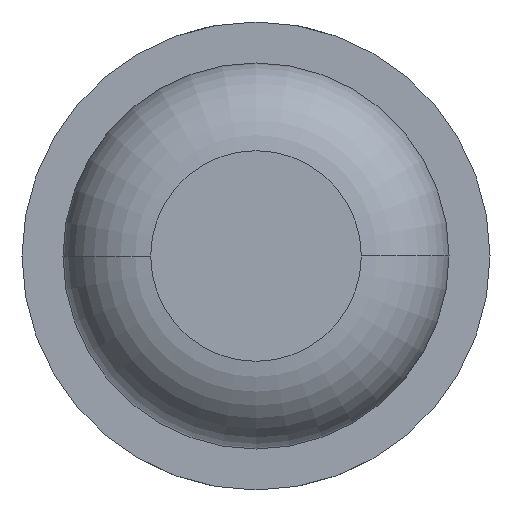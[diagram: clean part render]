
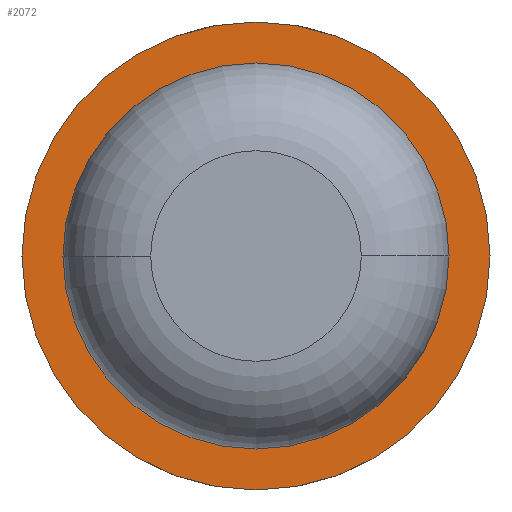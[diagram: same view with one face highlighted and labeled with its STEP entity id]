
A CAD part, front view. The second image highlights one B-rep face of the part: STEP entity #2072.
In plain terms, the highlighted planar face has unit normal (0, -1, 0).
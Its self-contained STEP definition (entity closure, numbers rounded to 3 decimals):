
#70 = VERTEX_POINT ( 'NONE', #1051 ) ;
#476 = DIRECTION ( 'NONE',  ( 0., 1., 0. ) ) ;
#542 = CARTESIAN_POINT ( 'NONE',  ( 0., -6., 0. ) ) ;
#701 = CIRCLE ( 'NONE', #3172, 0.825 ) ;
#717 = DIRECTION ( 'NONE',  ( -1., 0., 0. ) ) ;
#775 = AXIS2_PLACEMENT_3D ( 'NONE', #2376, #476, #3580 ) ;
#798 = CIRCLE ( 'NONE', #3433, 0.825 ) ;
#845 = DIRECTION ( 'NONE',  ( 0., 1., 0. ) ) ;
#979 = FACE_BOUND ( 'NONE', #1341, .T. ) ;
#1051 = CARTESIAN_POINT ( 'NONE',  ( 0.825, -6., 0. ) ) ;
#1093 = CIRCLE ( 'NONE', #775, 1. ) ;
#1156 = CARTESIAN_POINT ( 'NONE',  ( 1., -6., 0. ) ) ;
#1251 = CARTESIAN_POINT ( 'NONE',  ( 0., -6., 0. ) ) ;
#1341 = EDGE_LOOP ( 'NONE', ( #1368, #2940 ) ) ;
#1342 = DIRECTION ( 'NONE',  ( 0., 1., 0. ) ) ;
#1368 = ORIENTED_EDGE ( 'NONE', *, *, #3118, .T. ) ;
#1665 = AXIS2_PLACEMENT_3D ( 'NONE', #1251, #3398, #1844 ) ;
#1794 = DIRECTION ( 'NONE',  ( -1., 0., 0. ) ) ;
#1844 = DIRECTION ( 'NONE',  ( -1., 0., 0. ) ) ;
#1930 = VERTEX_POINT ( 'NONE', #2213 ) ;
#2022 = CIRCLE ( 'NONE', #1665, 1. ) ;
#2072 = ADVANCED_FACE ( 'Defeature ausgef�hrt1_10', ( #2280, #979 ), #3533, .F. ) ;
#2213 = CARTESIAN_POINT ( 'NONE',  ( -0.825, -6., 0. ) ) ;
#2237 = CARTESIAN_POINT ( 'NONE',  ( 0.825, -6., 0. ) ) ;
#2280 = FACE_OUTER_BOUND ( 'NONE', #2523, .T. ) ;
#2376 = CARTESIAN_POINT ( 'NONE',  ( 0., -6., 0. ) ) ;
#2515 = VERTEX_POINT ( 'NONE', #1156 ) ;
#2523 = EDGE_LOOP ( 'NONE', ( #2577, #3103 ) ) ;
#2577 = ORIENTED_EDGE ( 'NONE', *, *, #2761, .F. ) ;
#2761 = EDGE_CURVE ( 'Defeature ausgef�hrt1_11+Defeature ausgef�hrt1_10+Defeature ausgef�hrt1_10+Defeature ausgef�hrt1_10', #3151, #2515, #2022, .T. ) ;
#2940 = ORIENTED_EDGE ( 'NONE', *, *, #3498, .T. ) ;
#3081 = EDGE_CURVE ( 'Defeature ausgef�hrt1_11+Defeature ausgef�hrt1_10+Defeature ausgef�hrt1_10+Defeature ausgef�hrt1_10', #2515, #3151, #1093, .T. ) ;
#3103 = ORIENTED_EDGE ( 'NONE', *, *, #3081, .F. ) ;
#3118 = EDGE_CURVE ( 'Defeature ausgef�hrt1_10+Defeature ausgef�hrt1_5+Defeature ausgef�hrt1_5+Defeature ausgef�hrt1_5', #1930, #70, #798, .T. ) ;
#3151 = VERTEX_POINT ( 'NONE', #3662 ) ;
#3155 = DIRECTION ( 'NONE',  ( -1., 0., 0. ) ) ;
#3172 = AXIS2_PLACEMENT_3D ( 'NONE', #4036, #3728, #3155 ) ;
#3398 = DIRECTION ( 'NONE',  ( 0., 1., 0. ) ) ;
#3433 = AXIS2_PLACEMENT_3D ( 'NONE', #542, #845, #1794 ) ;
#3498 = EDGE_CURVE ( 'Defeature ausgef�hrt1_10+Defeature ausgef�hrt1_5+Defeature ausgef�hrt1_5+Defeature ausgef�hrt1_5', #70, #1930, #701, .T. ) ;
#3503 = AXIS2_PLACEMENT_3D ( 'NONE', #2237, #1342, #717 ) ;
#3533 = PLANE ( 'NONE',  #3503 ) ;
#3580 = DIRECTION ( 'NONE',  ( -1., 0., 0. ) ) ;
#3662 = CARTESIAN_POINT ( 'NONE',  ( -1., -6., 0. ) ) ;
#3728 = DIRECTION ( 'NONE',  ( 0., 1., 0. ) ) ;
#4036 = CARTESIAN_POINT ( 'NONE',  ( 0., -6., 0. ) ) ;
